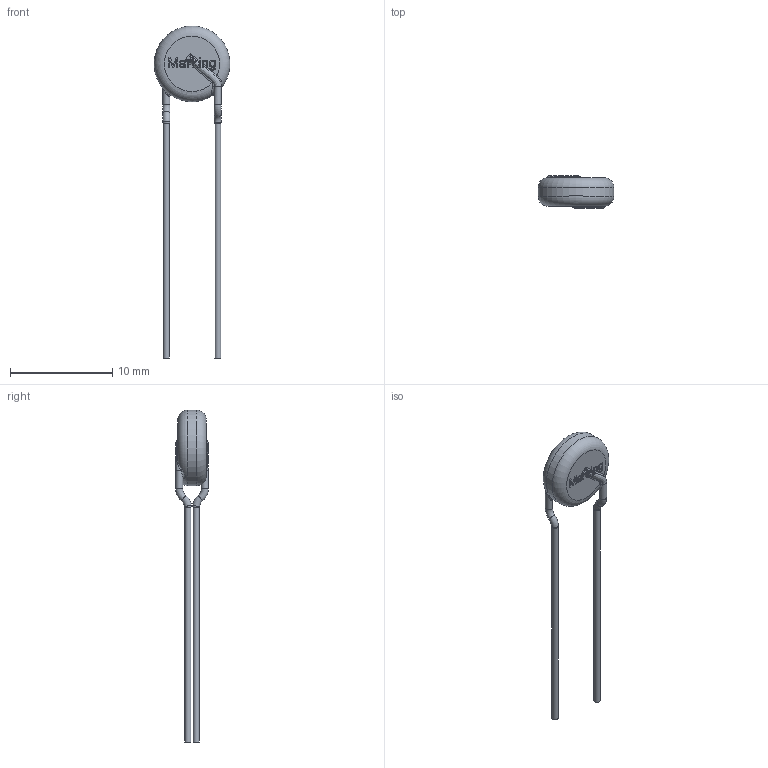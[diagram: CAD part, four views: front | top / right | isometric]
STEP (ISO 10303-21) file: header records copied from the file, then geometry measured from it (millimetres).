
FILE_DESCRIPTION(/* description */ (''),/* implementation_level */ '2;1');
FILE_NAME(/* name */ '820x71406',/* time_stamp */ '2018-12-05T11:19:47+01:00',/* author */ ('WJ'),/* organization */ ('WÃ¼rth Elektronik eiSos GmbH & Co. KG'),/* preprocessor_version */ 'ST-DEVELOPER v16.7',/* originating_system */ 'DEX',/* authorisation */ $);
FILE_SCHEMA (('AUTOMOTIVE_DESIGN {1 0 10303 214 3 1 1}'));
Length unit declared in the file: millimetre
Products named in the file (4): 820x71406; part2; part1; part3
Assembly tree (3 placements, depth 2):
  820x71406
    part2
    part1
    part3
Bounding box: 7.4 x 3.2 x 32.4 mm (x, y, z)
Volume: 127.8 mm3; surface area: 405.9 mm2
Topology: 3 solids, 3 shells, 205 faces, 584 edges, 387 vertices
Faces by surface type: bspline 95, plane 93, cylinder 11, torus 6
Full cylindrical faces by diameter (mm): 0.6 x2, 0.7 x2, 7.4 x1
Entity records: 13216 total; most frequent: CARTESIAN_POINT 7382, ORIENTED_EDGE 1118, EDGE_CURVE 559, DIRECTION 518, VERTEX_POINT 379, B_SPLINE_CURVE_WITH_KNOTS 303, EDGE_LOOP 224, FACE_BOUND 224
